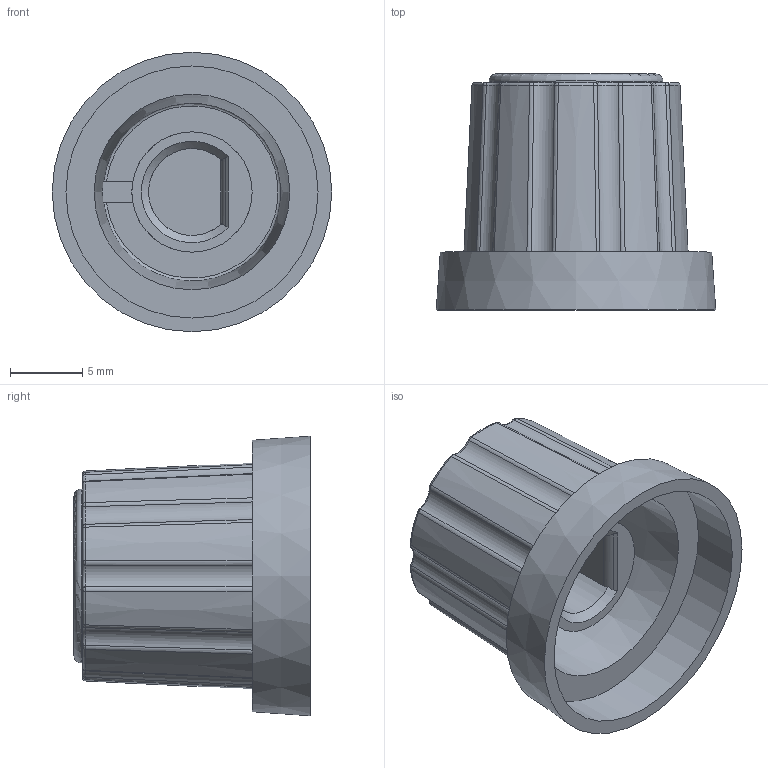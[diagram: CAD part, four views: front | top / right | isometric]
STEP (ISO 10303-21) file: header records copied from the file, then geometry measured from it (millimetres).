
FILE_DESCRIPTION(/* description */ (''),/* implementation_level */ '2;1');
FILE_NAME(/* name */ 'CP34505 6mmD C18 Knob.stp',/* time_stamp */ '2024-07-09T12:52:04+01:00',/* author */ ('tottley'),/* organization */ (''),/* preprocessor_version */ 'ST-DEVELOPER v18.1',/* originating_system */ 'Autodesk Inventor 2022',/* authorisation */ '');
FILE_SCHEMA (('AUTOMOTIVE_DESIGN { 1 0 10303 214 3 1 1 }'));
Length unit declared in the file: millimetre
Products named in the file (1): C9 Body
Bounding box: 19.3 x 16.3 x 19.3 mm (x, y, z)
Volume: 1207.7 mm3; surface area: 2428.7 mm2
Topology: 1 solids, 1 shells, 107 faces, 260 edges, 160 vertices
Faces by surface type: bspline 50, plane 17, cylinder 15, cone 13, torus 12
Full cylindrical faces by diameter (mm): 8.3 x1, 12 x1, 17.4 x1
Entity records: 4511 total; most frequent: CARTESIAN_POINT 2106, ORIENTED_EDGE 520, DIRECTION 389, EDGE_CURVE 260, AXIS2_PLACEMENT_3D 181, VERTEX_POINT 160, EDGE_LOOP 112, B_SPLINE_CURVE_WITH_KNOTS 110
